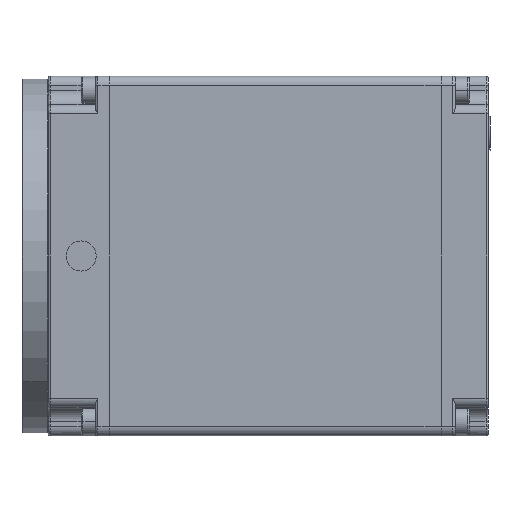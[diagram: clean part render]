
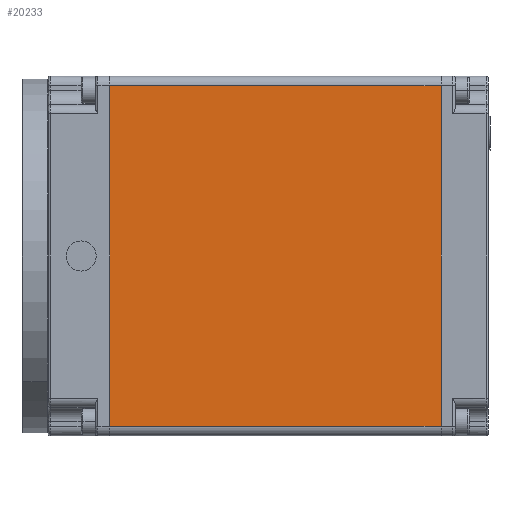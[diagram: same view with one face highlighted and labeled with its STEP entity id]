
A CAD part, left-side view. The second image highlights one B-rep face of the part: STEP entity #20233.
In plain terms, the highlighted planar face has unit normal (-1, 0, 0).
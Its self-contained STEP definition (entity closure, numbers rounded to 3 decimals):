
#3217 = DIRECTION ( 'NONE',  ( 0., -1., 0. ) ) ;
#6217 = ORIENTED_EDGE ( 'NONE', *, *, #20704, .T. ) ;
#10040 = EDGE_CURVE ( 'NONE', #10556, #79542, #15982, .T. ) ;
#10556 = VERTEX_POINT ( 'NONE', #72340 ) ;
#11504 = FACE_OUTER_BOUND ( 'NONE', #42712, .T. ) ;
#11835 = CARTESIAN_POINT ( 'NONE',  ( -38., 70., -36. ) ) ;
#14092 = EDGE_CURVE ( 'NONE', #10556, #73829, #59151, .T. ) ;
#15982 = LINE ( 'NONE', #69015, #82908 ) ;
#20233 = ADVANCED_FACE ( 'NONE', ( #11504 ), #38228, .F. ) ;
#20704 = EDGE_CURVE ( 'NONE', #79542, #39718, #58280, .T. ) ;
#21708 = CARTESIAN_POINT ( 'NONE',  ( -38., 0., 36. ) ) ;
#22870 = DIRECTION ( 'NONE',  ( 0., 1., 0. ) ) ;
#23295 = CARTESIAN_POINT ( 'NONE',  ( -38., 0., 36. ) ) ;
#24967 = CARTESIAN_POINT ( 'NONE',  ( -38., 0., -36. ) ) ;
#30627 = ORIENTED_EDGE ( 'NONE', *, *, #14092, .F. ) ;
#33529 = VECTOR ( 'NONE', #58722, 1000. ) ;
#36534 = ORIENTED_EDGE ( 'NONE', *, *, #10040, .T. ) ;
#38228 = PLANE ( 'NONE',  #86118 ) ;
#38692 = EDGE_CURVE ( 'NONE', #39718, #73829, #63597, .T. ) ;
#39718 = VERTEX_POINT ( 'NONE', #21708 ) ;
#42712 = EDGE_LOOP ( 'NONE', ( #36534, #6217, #62548, #30627 ) ) ;
#46852 = CARTESIAN_POINT ( 'NONE',  ( -38., 70., 36. ) ) ;
#51699 = DIRECTION ( 'NONE',  ( 0., 0., 1. ) ) ;
#58280 = LINE ( 'NONE', #24967, #83450 ) ;
#58722 = DIRECTION ( 'NONE',  ( 0., 0., 1. ) ) ;
#59151 = LINE ( 'NONE', #11835, #33529 ) ;
#59241 = DIRECTION ( 'NONE',  ( 1., 0., 0. ) ) ;
#62548 = ORIENTED_EDGE ( 'NONE', *, *, #38692, .T. ) ;
#63597 = LINE ( 'NONE', #23295, #65379 ) ;
#64966 = CARTESIAN_POINT ( 'NONE',  ( -38., 70., -38. ) ) ;
#65379 = VECTOR ( 'NONE', #22870, 1000. ) ;
#69015 = CARTESIAN_POINT ( 'NONE',  ( -38., 70., -36. ) ) ;
#69414 = CARTESIAN_POINT ( 'NONE',  ( -38., 0., -36. ) ) ;
#72340 = CARTESIAN_POINT ( 'NONE',  ( -38., 70., -36. ) ) ;
#73829 = VERTEX_POINT ( 'NONE', #46852 ) ;
#79542 = VERTEX_POINT ( 'NONE', #69414 ) ;
#82908 = VECTOR ( 'NONE', #3217, 1000. ) ;
#83450 = VECTOR ( 'NONE', #51699, 1000. ) ;
#85114 = DIRECTION ( 'NONE',  ( 0., 1., 0. ) ) ;
#86118 = AXIS2_PLACEMENT_3D ( 'NONE', #64966, #59241, #85114 ) ;
